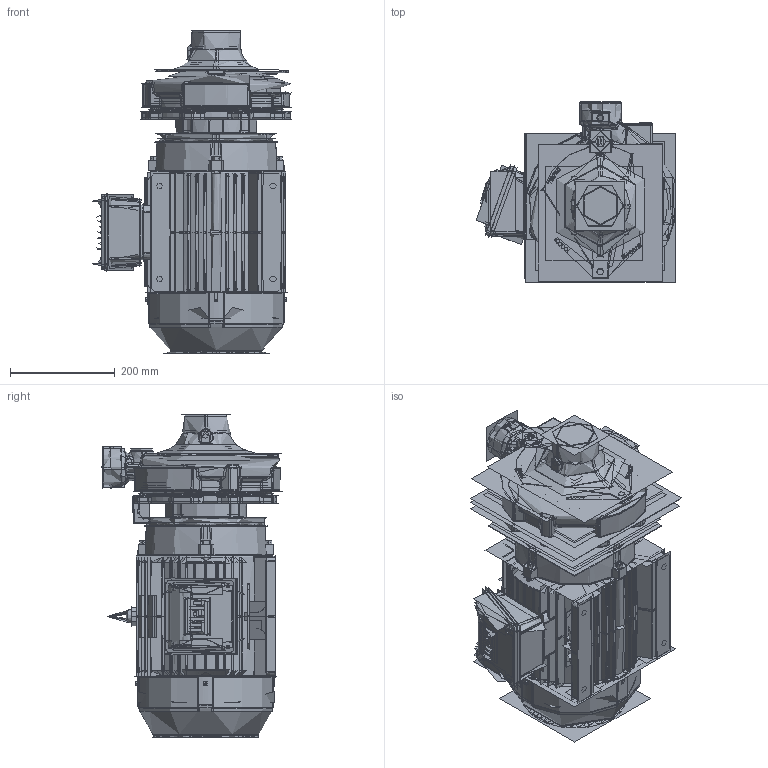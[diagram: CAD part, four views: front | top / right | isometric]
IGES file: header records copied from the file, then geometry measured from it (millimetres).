
Start section:  PTC IGES file: 87233492-00.igs
Global section: file name: 87233492-00.igs; native system: Creo Parametric by PTC Inc.; preprocessor: 2021063; author: santl04; organization: Unknown; date: 20220202.092732; units: millimetre
Bounding box: 381.2 x 343.77 x 615.59 mm (x, y, z)
Volume: 22550134 mm3; surface area: 10917857.3 mm2
Topology: 3 solids, 21 shells, 10068 faces, 47853 edges, 57890 vertices
Faces by surface type: bspline 8262, revolution 1806
